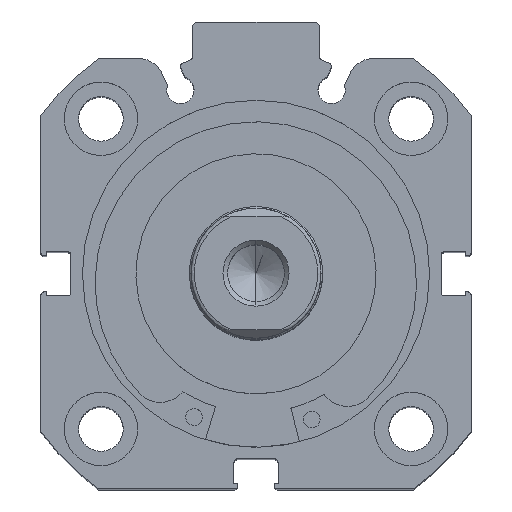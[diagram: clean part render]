
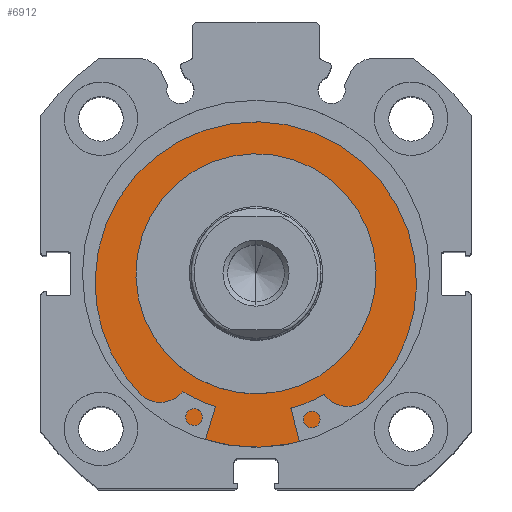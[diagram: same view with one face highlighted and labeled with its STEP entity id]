
A CAD part, top view. The second image highlights one B-rep face of the part: STEP entity #6912.
In plain terms, the highlighted face is planar.
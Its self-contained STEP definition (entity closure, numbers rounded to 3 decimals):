
#27 = CARTESIAN_POINT ( 'NONE',  ( 3.5, 0., 0. ) ) ;
#28 = DIRECTION ( 'NONE',  ( -1., 0., 0. ) ) ;
#29 = DIRECTION ( 'NONE',  ( 0., 0., 1. ) ) ;
#36 = CARTESIAN_POINT ( 'NONE',  ( 3.5, 0., 0. ) ) ;
#39 = CARTESIAN_POINT ( 'NONE',  ( 3.5, 0., 0. ) ) ;
#40 = CARTESIAN_POINT ( 'NONE',  ( 3.5, 0., 0. ) ) ;
#41 = DIRECTION ( 'NONE',  ( -1., 0., 0. ) ) ;
#42 = DIRECTION ( 'NONE',  ( 0., 0., 1. ) ) ;
#45 = DIRECTION ( 'NONE',  ( -1., 0., 0. ) ) ;
#46 = DIRECTION ( 'NONE',  ( 0., 0., 1. ) ) ;
#48 = DIRECTION ( 'NONE',  ( -1., 0., 0. ) ) ;
#49 = DIRECTION ( 'NONE',  ( 0., 0., 1. ) ) ;
#1621 = FACE_BOUND ( 'NONE', #4087, .T. ) ;
#1630 = FACE_OUTER_BOUND ( 'NONE', #4122, .T. ) ;
#2053 = CARTESIAN_POINT ( 'NONE',  ( 3.5, 26., 0. ) ) ;
#2054 = PLANE ( 'NONE',  #7099 ) ;
#2055 = DIRECTION ( 'NONE',  ( 1., 0., 0. ) ) ;
#2056 = DIRECTION ( 'NONE',  ( 0., 0., -1. ) ) ;
#3037 = ORIENTED_EDGE ( 'NONE', *, *, #5731, .T. ) ;
#3186 = CARTESIAN_POINT ( 'NONE',  ( 3.5, 0., 26. ) ) ;
#3193 = CARTESIAN_POINT ( 'NONE',  ( 3.5, 0., -18. ) ) ;
#3197 = CARTESIAN_POINT ( 'NONE',  ( 3.5, 0., 18. ) ) ;
#3214 = CARTESIAN_POINT ( 'NONE',  ( 3.5, 0., -26. ) ) ;
#3525 = VERTEX_POINT ( 'NONE', #3214 ) ;
#3542 = VERTEX_POINT ( 'NONE', #3197 ) ;
#3546 = VERTEX_POINT ( 'NONE', #3193 ) ;
#3553 = VERTEX_POINT ( 'NONE', #3186 ) ;
#3848 = ORIENTED_EDGE ( 'NONE', *, *, #5729, .F. ) ;
#3862 = ORIENTED_EDGE ( 'NONE', *, *, #5724, .T. ) ;
#4087 = EDGE_LOOP ( 'NONE', ( #6768, #3848 ) ) ;
#4122 = EDGE_LOOP ( 'NONE', ( #3037, #3862 ) ) ;
#4606 = CIRCLE ( 'NONE', #6828, 26. ) ;
#4613 = CIRCLE ( 'NONE', #6829, 18. ) ;
#4615 = CIRCLE ( 'NONE', #6832, 26. ) ;
#4616 = CIRCLE ( 'NONE', #6827, 18. ) ;
#5724 = EDGE_CURVE ( 'NONE', #3525, #3553, #4606, .T. ) ;
#5729 = EDGE_CURVE ( 'NONE', #3546, #3542, #4613, .T. ) ;
#5731 = EDGE_CURVE ( 'NONE', #3553, #3525, #4615, .T. ) ;
#5732 = EDGE_CURVE ( 'NONE', #3542, #3546, #4616, .T. ) ;
#6768 = ORIENTED_EDGE ( 'NONE', *, *, #5732, .F. ) ;
#6827 = AXIS2_PLACEMENT_3D ( 'NONE', #40, #48, #49 ) ;
#6828 = AXIS2_PLACEMENT_3D ( 'NONE', #27, #28, #29 ) ;
#6829 = AXIS2_PLACEMENT_3D ( 'NONE', #39, #41, #42 ) ;
#6832 = AXIS2_PLACEMENT_3D ( 'NONE', #36, #45, #46 ) ;
#6912 = ADVANCED_FACE ( 'NONE', ( #1621, #1630 ), #2054, .F. ) ;
#7099 = AXIS2_PLACEMENT_3D ( 'NONE', #2053, #2055, #2056 ) ;
